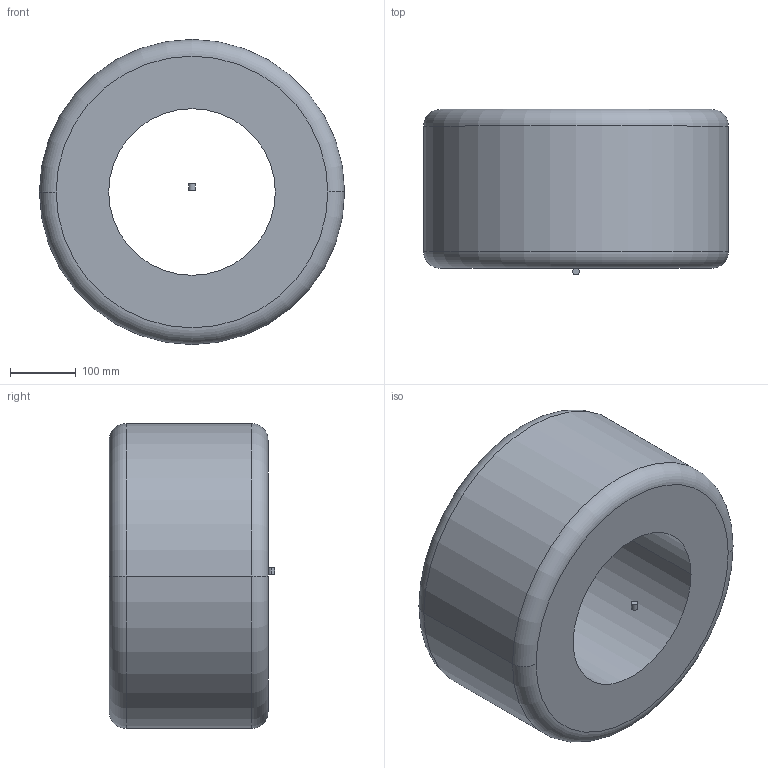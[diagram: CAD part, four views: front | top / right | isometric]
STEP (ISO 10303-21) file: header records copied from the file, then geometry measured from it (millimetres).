
FILE_DESCRIPTION(('CATIA V5 STEP Exchange'),'2;1');
FILE_NAME('FL.stp','2018-12-22T19:12:09+00:00',('none'),('none'),'CATIA Version 5 Release 17 (IN-10)','CATIA V5 STEP AP203','none');
FILE_SCHEMA(('CONFIG_CONTROL_DESIGN'));
Length unit declared in the file: millimetre
Products named in the file (1): 10inc tyya
Bounding box: 465 x 252 x 465 mm (x, y, z)
Volume: 28437844.7 mm3; surface area: 752850.6 mm2
Topology: 2 solids, 2 shells, 14 faces, 26 edges, 16 vertices
Faces by surface type: cylinder 6, plane 4, torus 4
Entity records: 367 total; most frequent: CARTESIAN_POINT 54, ORIENTED_EDGE 52, DIRECTION 48, AXIS2_PLACEMENT_3D 32, EDGE_CURVE 26, CIRCLE 20, EDGE_LOOP 16, VERTEX_POINT 16
